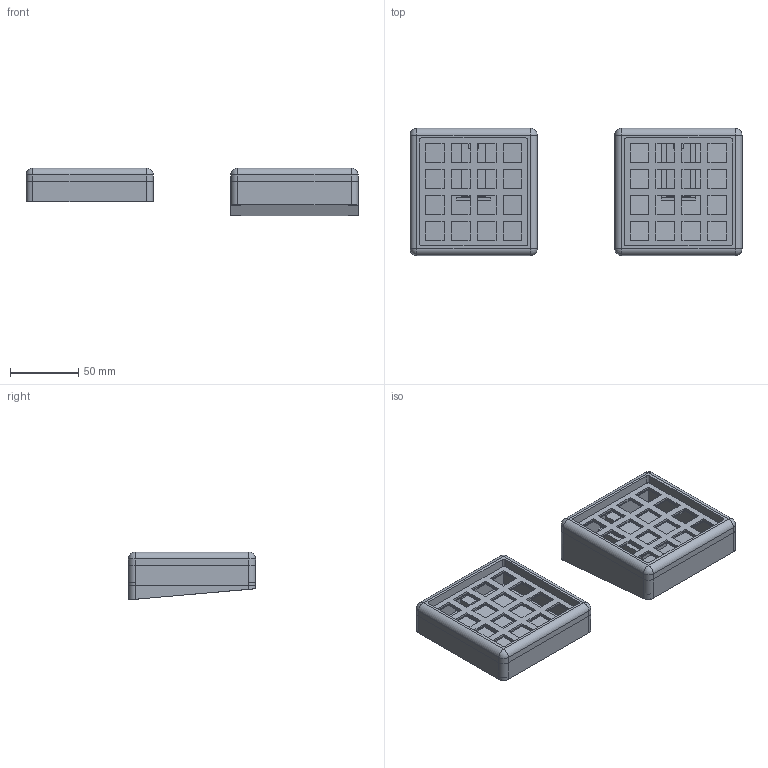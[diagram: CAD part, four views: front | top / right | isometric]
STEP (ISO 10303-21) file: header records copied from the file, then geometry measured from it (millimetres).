
FILE_DESCRIPTION(/* description */ (''),/* implementation_level */ '2;1');
FILE_NAME(/* name */ 'macropad_4x4 v39.step',/* time_stamp */ '2023-07-26T21:19:15-03:00',/* author */ (''),/* organization */ (''),/* preprocessor_version */ 'ST-DEVELOPER v20',/* originating_system */ 'Autodesk Translation Framework v12.9.0.99',/* authorisation */ '');
FILE_SCHEMA (('AUTOMOTIVE_DESIGN { 1 0 10303 214 3 1 1 }'));
Length unit declared in the file: millimetre
Products named in the file (1): macropad_4x4
Bounding box: 243.15 x 93.15 x 34.95 mm (x, y, z)
Volume: 188764 mm3; surface area: 105396.7 mm2
Topology: 6 solids, 6 shells, 579 faces, 1476 edges, 960 vertices
Faces by surface type: plane 493, cylinder 70, cone 8, sphere 8
Full cylindrical faces by diameter (mm): 2.7 x8, 3.1 x8, 6.1 x8
Entity records: 17319 total; most frequent: CARTESIAN_POINT 3008, ORIENTED_EDGE 2936, DIRECTION 2756, EDGE_CURVE 1468, LINE 1340, VECTOR 1340, VERTEX_POINT 960, EDGE_LOOP 722
